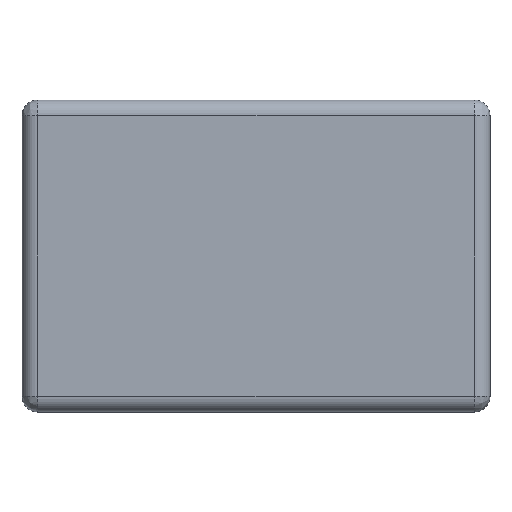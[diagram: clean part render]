
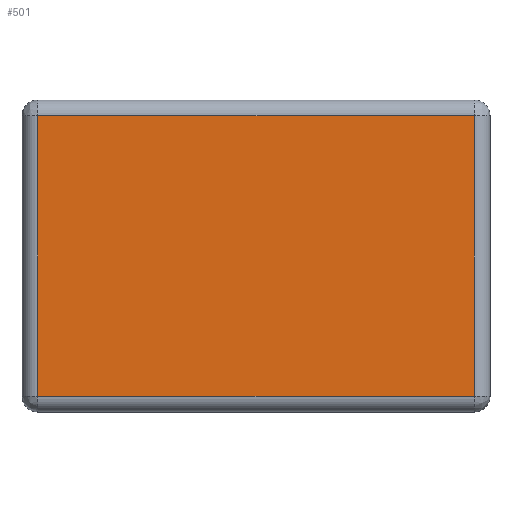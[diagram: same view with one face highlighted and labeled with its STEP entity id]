
A CAD part, front view. The second image highlights one B-rep face of the part: STEP entity #501.
In plain terms, the highlighted planar face has unit normal (0, -1, 0).
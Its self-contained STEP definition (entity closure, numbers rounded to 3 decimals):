
#22 = LINE ( 'NONE', #30, #238 ) ;
#30 = CARTESIAN_POINT ( 'NONE',  ( 42., -4., 30. ) ) ;
#38 = PLANE ( 'NONE',  #317 ) ;
#39 = LINE ( 'NONE', #69, #479 ) ;
#69 = CARTESIAN_POINT ( 'NONE',  ( 30., -4., -27. ) ) ;
#78 = CARTESIAN_POINT ( 'NONE',  ( -42., -4., 30. ) ) ;
#107 = DIRECTION ( 'NONE',  ( -1., 0., 0. ) ) ;
#150 = VERTEX_POINT ( 'NONE', #185 ) ;
#167 = ORIENTED_EDGE ( 'NONE', *, *, #336, .F. ) ;
#169 = VERTEX_POINT ( 'NONE', #400 ) ;
#185 = CARTESIAN_POINT ( 'NONE',  ( -42., -4., 27. ) ) ;
#187 = LINE ( 'NONE', #78, #364 ) ;
#191 = EDGE_CURVE ( 'NONE', #169, #205, #39, .T. ) ;
#201 = LINE ( 'NONE', #500, #417 ) ;
#205 = VERTEX_POINT ( 'NONE', #311 ) ;
#238 = VECTOR ( 'NONE', #243, 1000. ) ;
#243 = DIRECTION ( 'NONE',  ( 0., 0., -1. ) ) ;
#245 = FACE_OUTER_BOUND ( 'NONE', #254, .T. ) ;
#254 = EDGE_LOOP ( 'NONE', ( #385, #167, #315, #322 ) ) ;
#258 = VERTEX_POINT ( 'NONE', #441 ) ;
#311 = CARTESIAN_POINT ( 'NONE',  ( -42., -4., -27. ) ) ;
#315 = ORIENTED_EDGE ( 'NONE', *, *, #393, .F. ) ;
#317 = AXIS2_PLACEMENT_3D ( 'NONE', #367, #414, #512 ) ;
#322 = ORIENTED_EDGE ( 'NONE', *, *, #373, .F. ) ;
#336 = EDGE_CURVE ( 'NONE', #258, #169, #22, .T. ) ;
#364 = VECTOR ( 'NONE', #532, 1000. ) ;
#366 = DIRECTION ( 'NONE',  ( 1., 0., 0. ) ) ;
#367 = CARTESIAN_POINT ( 'NONE',  ( 0., -4., 0. ) ) ;
#373 = EDGE_CURVE ( 'NONE', #205, #150, #187, .T. ) ;
#385 = ORIENTED_EDGE ( 'NONE', *, *, #191, .F. ) ;
#393 = EDGE_CURVE ( 'NONE', #150, #258, #201, .T. ) ;
#400 = CARTESIAN_POINT ( 'NONE',  ( 42., -4., -27. ) ) ;
#414 = DIRECTION ( 'NONE',  ( 0., 1., 0. ) ) ;
#417 = VECTOR ( 'NONE', #366, 1000. ) ;
#441 = CARTESIAN_POINT ( 'NONE',  ( 42., -4., 27. ) ) ;
#479 = VECTOR ( 'NONE', #107, 1000. ) ;
#500 = CARTESIAN_POINT ( 'NONE',  ( 30., -4., 27. ) ) ;
#501 = ADVANCED_FACE ( 'NONE', ( #245 ), #38, .F. ) ;
#512 = DIRECTION ( 'NONE',  ( 0., 0., 1. ) ) ;
#532 = DIRECTION ( 'NONE',  ( 0., 0., 1. ) ) ;
